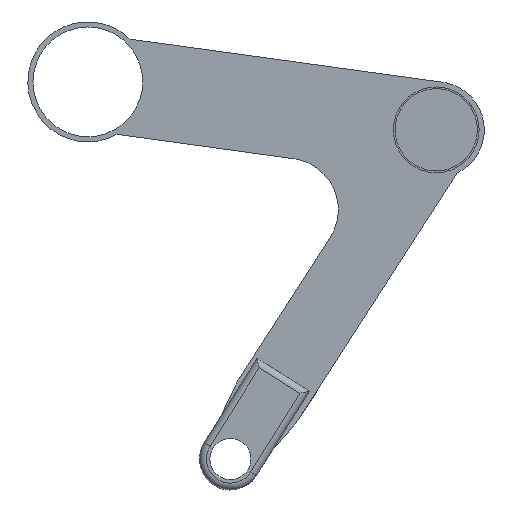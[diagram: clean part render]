
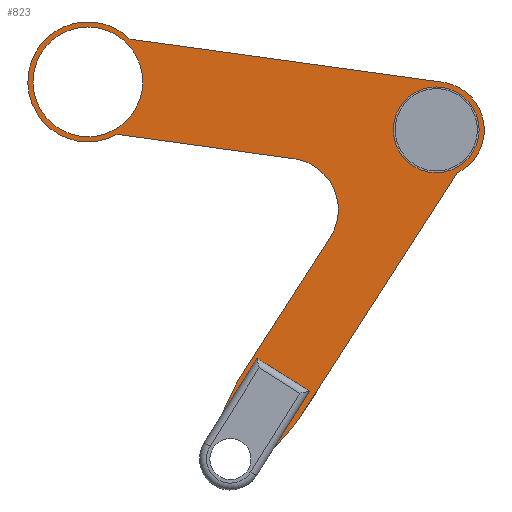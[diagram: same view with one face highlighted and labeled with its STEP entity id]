
A CAD part, front view. The second image highlights one B-rep face of the part: STEP entity #823.
In plain terms, the highlighted planar face has unit normal (0, -1, 0).
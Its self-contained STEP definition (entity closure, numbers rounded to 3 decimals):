
#32=LINE('',#1232,#109);
#53=LINE('',#1290,#130);
#68=LINE('',#1320,#145);
#81=LINE('',#1369,#158);
#85=LINE('',#1386,#162);
#86=LINE('',#1387,#163);
#87=LINE('',#1391,#164);
#88=LINE('',#1395,#165);
#89=LINE('',#1398,#166);
#109=VECTOR('',#986,10.);
#130=VECTOR('',#1037,10.);
#145=VECTOR('',#1062,10.);
#158=VECTOR('',#1125,10.);
#162=VECTOR('',#1141,10.);
#163=VECTOR('',#1142,10.);
#164=VECTOR('',#1145,10.);
#165=VECTOR('',#1148,10.);
#166=VECTOR('',#1151,10.);
#203=FACE_BOUND('',#297,.T.);
#204=FACE_BOUND('',#298,.T.);
#241=FACE_OUTER_BOUND('',#296,.T.);
#296=EDGE_LOOP('',(#702,#703,#704,#705,#706,#707,#708,#709,#710,#711,#712,
#713));
#297=EDGE_LOOP('',(#714));
#298=EDGE_LOOP('',(#715));
#315=CIRCLE('',#859,62.5);
#339=CIRCLE('',#919,70.);
#340=CIRCLE('',#920,87.5);
#341=CIRCLE('',#921,75.);
#342=CIRCLE('',#922,80.);
#349=VERTEX_POINT('',#1200);
#359=VERTEX_POINT('',#1229);
#360=VERTEX_POINT('',#1231);
#381=VERTEX_POINT('',#1287);
#382=VERTEX_POINT('',#1289);
#392=VERTEX_POINT('',#1319);
#403=VERTEX_POINT('',#1367);
#410=VERTEX_POINT('',#1385);
#411=VERTEX_POINT('',#1388);
#412=VERTEX_POINT('',#1390);
#413=VERTEX_POINT('',#1392);
#414=VERTEX_POINT('',#1394);
#415=VERTEX_POINT('',#1396);
#416=VERTEX_POINT('',#1399);
#424=EDGE_CURVE('',#349,#349,#315,.T.);
#438=EDGE_CURVE('',#360,#359,#32,.T.);
#467=EDGE_CURVE('',#382,#381,#53,.T.);
#482=EDGE_CURVE('',#392,#382,#68,.T.);
#507=EDGE_CURVE('',#381,#403,#81,.T.);
#515=EDGE_CURVE('',#403,#410,#85,.T.);
#516=EDGE_CURVE('',#410,#360,#86,.T.);
#517=EDGE_CURVE('',#359,#411,#339,.T.);
#518=EDGE_CURVE('',#411,#412,#87,.T.);
#519=EDGE_CURVE('',#412,#413,#340,.T.);
#520=EDGE_CURVE('',#413,#414,#88,.T.);
#521=EDGE_CURVE('',#414,#415,#341,.T.);
#522=EDGE_CURVE('',#415,#392,#89,.T.);
#523=EDGE_CURVE('',#416,#416,#342,.T.);
#702=ORIENTED_EDGE('',*,*,#467,.T.);
#703=ORIENTED_EDGE('',*,*,#507,.T.);
#704=ORIENTED_EDGE('',*,*,#515,.T.);
#705=ORIENTED_EDGE('',*,*,#516,.T.);
#706=ORIENTED_EDGE('',*,*,#438,.T.);
#707=ORIENTED_EDGE('',*,*,#517,.T.);
#708=ORIENTED_EDGE('',*,*,#518,.T.);
#709=ORIENTED_EDGE('',*,*,#519,.T.);
#710=ORIENTED_EDGE('',*,*,#520,.T.);
#711=ORIENTED_EDGE('',*,*,#521,.T.);
#712=ORIENTED_EDGE('',*,*,#522,.T.);
#713=ORIENTED_EDGE('',*,*,#482,.T.);
#714=ORIENTED_EDGE('',*,*,#523,.T.);
#715=ORIENTED_EDGE('',*,*,#424,.T.);
#781=PLANE('',#918);
#823=ADVANCED_FACE('',(#241,#203,#204),#781,.T.);
#859=AXIS2_PLACEMENT_3D('',#1202,#958,#959);
#918=AXIS2_PLACEMENT_3D('',#1384,#1139,#1140);
#919=AXIS2_PLACEMENT_3D('',#1389,#1143,#1144);
#920=AXIS2_PLACEMENT_3D('',#1393,#1146,#1147);
#921=AXIS2_PLACEMENT_3D('',#1397,#1149,#1150);
#922=AXIS2_PLACEMENT_3D('',#1400,#1152,#1153);
#958=DIRECTION('center_axis',(0.,1.,0.));
#959=DIRECTION('ref_axis',(1.,0.,0.));
#986=DIRECTION('',(0.541,0.,0.841));
#1037=DIRECTION('',(0.53,0.,0.848));
#1062=DIRECTION('',(-0.433,0.,-0.901));
#1125=DIRECTION('',(0.848,0.,-0.53));
#1139=DIRECTION('center_axis',(0.,-1.,0.));
#1140=DIRECTION('ref_axis',(0.,0.,-1.));
#1141=DIRECTION('',(-0.53,0.,-0.848));
#1142=DIRECTION('',(0.659,0.,0.752));
#1143=DIRECTION('center_axis',(0.,-1.,0.));
#1144=DIRECTION('ref_axis',(-0.136,0.,-0.991));
#1145=DIRECTION('',(-0.991,0.,0.136));
#1146=DIRECTION('center_axis',(0.,-1.,0.));
#1147=DIRECTION('ref_axis',(-0.485,0.,0.874));
#1148=DIRECTION('',(0.991,0.,-0.136));
#1149=DIRECTION('center_axis',(0.,1.,0.));
#1150=DIRECTION('ref_axis',(0.136,0.,0.991));
#1151=DIRECTION('',(-0.541,0.,-0.841));
#1152=DIRECTION('center_axis',(0.,1.,0.));
#1153=DIRECTION('ref_axis',(1.,0.,0.));
#1200=CARTESIAN_POINT('',(0.,-50.,-62.5));
#1202=CARTESIAN_POINT('Origin',(0.,-50.,0.));
#1229=CARTESIAN_POINT('',(30.941,-50.,-62.79));
#1231=CARTESIAN_POINT('',(-201.734,-50.,-424.322));
#1232=CARTESIAN_POINT('',(-201.734,-50.,-424.322));
#1287=CARTESIAN_POINT('',(-261.31,-50.,-333.19));
#1289=CARTESIAN_POINT('',(-314.31,-50.,-417.99));
#1290=CARTESIAN_POINT('',(-235.764,-50.,-292.316));
#1319=CARTESIAN_POINT('',(-290.028,-50.,-367.497));
#1320=CARTESIAN_POINT('',(-290.028,-50.,-367.497));
#1367=CARTESIAN_POINT('',(-184.99,-50.,-380.89));
#1369=CARTESIAN_POINT('',(-264.044,-50.,-331.482));
#1384=CARTESIAN_POINT('Origin',(-239.004,-50.,-115.525));
#1385=CARTESIAN_POINT('',(-237.99,-50.,-465.69));
#1386=CARTESIAN_POINT('',(-159.444,-50.,-340.016));
#1387=CARTESIAN_POINT('',(-237.99,-50.,-465.69));
#1388=CARTESIAN_POINT('',(9.538,-50.,69.347));
#1389=CARTESIAN_POINT('Origin',(0.,-50.,0.));
#1390=CARTESIAN_POINT('',(-446.172,-50.,132.023));
#1391=CARTESIAN_POINT('',(9.538,-50.,69.347));
#1392=CARTESIAN_POINT('',(-465.248,-50.,-6.671));
#1393=CARTESIAN_POINT('Origin',(-507.721,-50.,69.829));
#1394=CARTESIAN_POINT('',(-207.419,-50.,-42.132));
#1395=CARTESIAN_POINT('',(-465.248,-50.,-6.671));
#1396=CARTESIAN_POINT('',(-154.57,-50.,-157.021));
#1397=CARTESIAN_POINT('Origin',(-217.638,-50.,-116.432));
#1398=CARTESIAN_POINT('',(-154.57,-50.,-157.021));
#1399=CARTESIAN_POINT('',(-587.721,-50.,69.829));
#1400=CARTESIAN_POINT('Origin',(-507.721,-50.,69.829));
